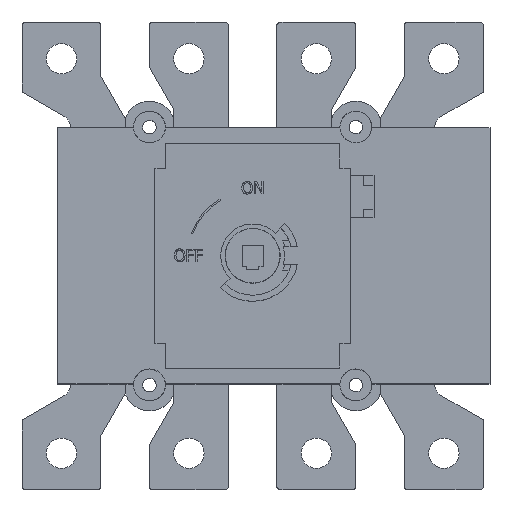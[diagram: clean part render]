
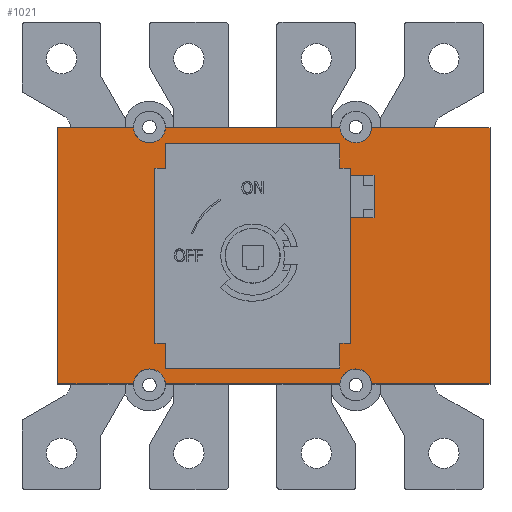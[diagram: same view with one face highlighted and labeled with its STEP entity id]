
A CAD part, top view. The second image highlights one B-rep face of the part: STEP entity #1021.
In plain terms, the highlighted planar face has unit normal (0, 0, 1).
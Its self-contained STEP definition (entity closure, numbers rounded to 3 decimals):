
#207=CARTESIAN_POINT('',(22.759,42.2,26.75));
#208=VERTEX_POINT('',#207);
#215=CARTESIAN_POINT('',(33.241,42.2,26.75));
#216=VERTEX_POINT('',#215);
#217=CARTESIAN_POINT('',(28.,42.5,26.75));
#218=DIRECTION('',(0.0,0.0,-1.0));
#219=DIRECTION('',(-1.0,0.0,0.0));
#220=AXIS2_PLACEMENT_3D('',#217,#218,#219);
#221=CIRCLE('',#220,5.25);
#222=EDGE_CURVE('',#216,#208,#221,.T.);
#249=CARTESIAN_POINT('',(-34.759,-42.2,26.75));
#250=VERTEX_POINT('',#249);
#257=CARTESIAN_POINT('',(-45.241,-42.2,26.75));
#258=VERTEX_POINT('',#257);
#259=CARTESIAN_POINT('',(-40.0,-42.5,26.75));
#260=DIRECTION('',(0.0,0.0,-1.0));
#261=DIRECTION('',(-1.0,0.0,0.0));
#262=AXIS2_PLACEMENT_3D('',#259,#260,#261);
#263=CIRCLE('',#262,5.25);
#264=EDGE_CURVE('',#258,#250,#263,.T.);
#302=CARTESIAN_POINT('',(33.241,-42.2,26.75));
#303=VERTEX_POINT('',#302);
#310=CARTESIAN_POINT('',(22.759,-42.2,26.75));
#311=VERTEX_POINT('',#310);
#312=CARTESIAN_POINT('',(28.,-42.5,26.75));
#313=DIRECTION('',(0.0,0.0,-1.0));
#314=DIRECTION('',(-1.0,0.0,0.0));
#315=AXIS2_PLACEMENT_3D('',#312,#313,#314);
#316=CIRCLE('',#315,5.25);
#317=EDGE_CURVE('',#311,#303,#316,.T.);
#646=CARTESIAN_POINT('',(-45.241,42.2,26.75));
#647=VERTEX_POINT('',#646);
#654=CARTESIAN_POINT('',(-34.759,42.2,26.75));
#655=VERTEX_POINT('',#654);
#656=CARTESIAN_POINT('',(-40.0,42.5,26.75));
#657=DIRECTION('',(0.0,0.0,-1.0));
#658=DIRECTION('',(-1.0,0.0,0.0));
#659=AXIS2_PLACEMENT_3D('',#656,#657,#658);
#660=CIRCLE('',#659,5.25);
#661=EDGE_CURVE('',#655,#647,#660,.T.);
#824=CARTESIAN_POINT('',(0.717,0.,26.75));
#825=DIRECTION('',(0.0,0.0,1.0));
#826=DIRECTION('',(1.0,0.0,0.0));
#827=AXIS2_PLACEMENT_3D('',#824,#825,#826);
#828=PLANE('',#827);
#829=ORIENTED_EDGE('',*,*,#222,.T.);
#830=CARTESIAN_POINT('',(-34.759,42.2,26.75));
#831=DIRECTION('',(1.0,0.0,0.0));
#832=VECTOR('',#831,57.517);
#833=LINE('',#830,#832);
#834=EDGE_CURVE('',#655,#208,#833,.T.);
#835=ORIENTED_EDGE('',*,*,#834,.F.);
#836=ORIENTED_EDGE('',*,*,#661,.T.);
#837=CARTESIAN_POINT('',(-70.2,42.2,26.75));
#838=VERTEX_POINT('',#837);
#839=CARTESIAN_POINT('',(-70.2,42.2,26.75));
#840=DIRECTION('',(1.0,0.0,0.0));
#841=VECTOR('',#840,24.959);
#842=LINE('',#839,#841);
#843=EDGE_CURVE('',#838,#647,#842,.T.);
#844=ORIENTED_EDGE('',*,*,#843,.F.);
#845=CARTESIAN_POINT('',(-70.2,-42.2,26.75));
#846=VERTEX_POINT('',#845);
#847=CARTESIAN_POINT('',(-70.2,-42.2,26.75));
#848=DIRECTION('',(0.0,1.0,0.0));
#849=VECTOR('',#848,84.4);
#850=LINE('',#847,#849);
#851=EDGE_CURVE('',#846,#838,#850,.T.);
#852=ORIENTED_EDGE('',*,*,#851,.F.);
#853=CARTESIAN_POINT('',(-45.241,-42.2,26.75));
#854=DIRECTION('',(-1.0,0.0,0.0));
#855=VECTOR('',#854,24.959);
#856=LINE('',#853,#855);
#857=EDGE_CURVE('',#258,#846,#856,.T.);
#858=ORIENTED_EDGE('',*,*,#857,.F.);
#859=ORIENTED_EDGE('',*,*,#264,.T.);
#860=CARTESIAN_POINT('',(22.759,-42.2,26.75));
#861=DIRECTION('',(-1.0,0.0,0.0));
#862=VECTOR('',#861,57.517);
#863=LINE('',#860,#862);
#864=EDGE_CURVE('',#311,#250,#863,.T.);
#865=ORIENTED_EDGE('',*,*,#864,.F.);
#866=ORIENTED_EDGE('',*,*,#317,.T.);
#867=CARTESIAN_POINT('',(72.2,-42.2,26.75));
#868=VERTEX_POINT('',#867);
#869=CARTESIAN_POINT('',(72.2,-42.2,26.75));
#870=DIRECTION('',(-1.0,0.0,0.0));
#871=VECTOR('',#870,38.959);
#872=LINE('',#869,#871);
#873=EDGE_CURVE('',#868,#303,#872,.T.);
#874=ORIENTED_EDGE('',*,*,#873,.F.);
#875=CARTESIAN_POINT('',(72.2,42.2,26.75));
#876=VERTEX_POINT('',#875);
#877=CARTESIAN_POINT('',(72.2,42.2,26.75));
#878=DIRECTION('',(0.0,-1.0,0.0));
#879=VECTOR('',#878,84.4);
#880=LINE('',#877,#879);
#881=EDGE_CURVE('',#876,#868,#880,.T.);
#882=ORIENTED_EDGE('',*,*,#881,.F.);
#883=CARTESIAN_POINT('',(33.241,42.2,26.75));
#884=DIRECTION('',(1.0,0.0,0.0));
#885=VECTOR('',#884,38.959);
#886=LINE('',#883,#885);
#887=EDGE_CURVE('',#216,#876,#886,.T.);
#888=ORIENTED_EDGE('',*,*,#887,.F.);
#889=EDGE_LOOP('',(#829,#835,#836,#844,#852,#858,#859,#865,#866,#874,#882,#888));
#890=FACE_OUTER_BOUND('',#889,.T.);
#891=CARTESIAN_POINT('',(26.2,26.5,26.75));
#892=VERTEX_POINT('',#891);
#893=CARTESIAN_POINT('',(34.0,26.5,26.75));
#894=VERTEX_POINT('',#893);
#895=CARTESIAN_POINT('',(26.2,26.5,26.75));
#896=DIRECTION('',(1.0,0.0,0.0));
#897=VECTOR('',#896,7.8);
#898=LINE('',#895,#897);
#899=EDGE_CURVE('',#892,#894,#898,.T.);
#900=ORIENTED_EDGE('',*,*,#899,.T.);
#901=CARTESIAN_POINT('',(34.0,12.5,26.75));
#902=VERTEX_POINT('',#901);
#903=CARTESIAN_POINT('',(34.,26.5,26.75));
#904=DIRECTION('',(0.0,-1.0,0.0));
#905=VECTOR('',#904,14.);
#906=LINE('',#903,#905);
#907=EDGE_CURVE('',#894,#902,#906,.T.);
#908=ORIENTED_EDGE('',*,*,#907,.T.);
#909=CARTESIAN_POINT('',(26.2,12.5,26.75));
#910=VERTEX_POINT('',#909);
#911=CARTESIAN_POINT('',(34.0,12.5,26.75));
#912=DIRECTION('',(-1.0,0.0,0.0));
#913=VECTOR('',#912,7.8);
#914=LINE('',#911,#913);
#915=EDGE_CURVE('',#902,#910,#914,.T.);
#916=ORIENTED_EDGE('',*,*,#915,.T.);
#917=CARTESIAN_POINT('',(26.2,-28.8,26.75));
#918=VERTEX_POINT('',#917);
#919=CARTESIAN_POINT('',(26.2,12.5,26.75));
#920=DIRECTION('',(0.0,-1.0,0.0));
#921=VECTOR('',#920,41.3);
#922=LINE('',#919,#921);
#923=EDGE_CURVE('',#910,#918,#922,.T.);
#924=ORIENTED_EDGE('',*,*,#923,.T.);
#925=CARTESIAN_POINT('',(22.7,-28.8,26.75));
#926=VERTEX_POINT('',#925);
#927=CARTESIAN_POINT('',(26.2,-28.8,26.75));
#928=DIRECTION('',(-1.0,0.0,0.0));
#929=VECTOR('',#928,3.5);
#930=LINE('',#927,#929);
#931=EDGE_CURVE('',#918,#926,#930,.T.);
#932=ORIENTED_EDGE('',*,*,#931,.T.);
#933=CARTESIAN_POINT('',(22.7,-37.,26.75));
#934=VERTEX_POINT('',#933);
#935=CARTESIAN_POINT('',(22.7,-28.8,26.75));
#936=DIRECTION('',(0.0,-1.0,0.0));
#937=VECTOR('',#936,8.2);
#938=LINE('',#935,#937);
#939=EDGE_CURVE('',#926,#934,#938,.T.);
#940=ORIENTED_EDGE('',*,*,#939,.T.);
#941=CARTESIAN_POINT('',(-34.7,-37.,26.75));
#942=VERTEX_POINT('',#941);
#943=CARTESIAN_POINT('',(22.7,-37.,26.75));
#944=DIRECTION('',(-1.0,0.0,0.0));
#945=VECTOR('',#944,57.4);
#946=LINE('',#943,#945);
#947=EDGE_CURVE('',#934,#942,#946,.T.);
#948=ORIENTED_EDGE('',*,*,#947,.T.);
#949=CARTESIAN_POINT('',(-34.7,-28.8,26.75));
#950=VERTEX_POINT('',#949);
#951=CARTESIAN_POINT('',(-34.7,-37.,26.75));
#952=DIRECTION('',(0.0,1.0,0.0));
#953=VECTOR('',#952,8.2);
#954=LINE('',#951,#953);
#955=EDGE_CURVE('',#942,#950,#954,.T.);
#956=ORIENTED_EDGE('',*,*,#955,.T.);
#957=CARTESIAN_POINT('',(-38.2,-28.8,26.75));
#958=VERTEX_POINT('',#957);
#959=CARTESIAN_POINT('',(-34.7,-28.8,26.75));
#960=DIRECTION('',(-1.0,0.0,0.0));
#961=VECTOR('',#960,3.5);
#962=LINE('',#959,#961);
#963=EDGE_CURVE('',#950,#958,#962,.T.);
#964=ORIENTED_EDGE('',*,*,#963,.T.);
#965=CARTESIAN_POINT('',(-38.2,28.8,26.75));
#966=VERTEX_POINT('',#965);
#967=CARTESIAN_POINT('',(-38.2,-28.8,26.75));
#968=DIRECTION('',(0.0,1.0,0.0));
#969=VECTOR('',#968,57.6);
#970=LINE('',#967,#969);
#971=EDGE_CURVE('',#958,#966,#970,.T.);
#972=ORIENTED_EDGE('',*,*,#971,.T.);
#973=CARTESIAN_POINT('',(-34.7,28.8,26.75));
#974=VERTEX_POINT('',#973);
#975=CARTESIAN_POINT('',(-38.2,28.8,26.75));
#976=DIRECTION('',(1.0,0.0,0.0));
#977=VECTOR('',#976,3.5);
#978=LINE('',#975,#977);
#979=EDGE_CURVE('',#966,#974,#978,.T.);
#980=ORIENTED_EDGE('',*,*,#979,.T.);
#981=CARTESIAN_POINT('',(-34.7,37.,26.75));
#982=VERTEX_POINT('',#981);
#983=CARTESIAN_POINT('',(-34.7,28.8,26.75));
#984=DIRECTION('',(0.0,1.0,0.0));
#985=VECTOR('',#984,8.2);
#986=LINE('',#983,#985);
#987=EDGE_CURVE('',#974,#982,#986,.T.);
#988=ORIENTED_EDGE('',*,*,#987,.T.);
#989=CARTESIAN_POINT('',(22.7,37.,26.75));
#990=VERTEX_POINT('',#989);
#991=CARTESIAN_POINT('',(-34.7,37.,26.75));
#992=DIRECTION('',(1.0,0.0,0.0));
#993=VECTOR('',#992,57.4);
#994=LINE('',#991,#993);
#995=EDGE_CURVE('',#982,#990,#994,.T.);
#996=ORIENTED_EDGE('',*,*,#995,.T.);
#997=CARTESIAN_POINT('',(22.7,28.8,26.75));
#998=VERTEX_POINT('',#997);
#999=CARTESIAN_POINT('',(22.7,37.,26.75));
#1000=DIRECTION('',(0.0,-1.0,0.0));
#1001=VECTOR('',#1000,8.2);
#1002=LINE('',#999,#1001);
#1003=EDGE_CURVE('',#990,#998,#1002,.T.);
#1004=ORIENTED_EDGE('',*,*,#1003,.T.);
#1005=CARTESIAN_POINT('',(26.2,28.8,26.75));
#1006=VERTEX_POINT('',#1005);
#1007=CARTESIAN_POINT('',(22.7,28.8,26.75));
#1008=DIRECTION('',(1.0,0.0,0.0));
#1009=VECTOR('',#1008,3.5);
#1010=LINE('',#1007,#1009);
#1011=EDGE_CURVE('',#998,#1006,#1010,.T.);
#1012=ORIENTED_EDGE('',*,*,#1011,.T.);
#1013=CARTESIAN_POINT('',(26.2,28.8,26.75));
#1014=DIRECTION('',(0.0,-1.0,0.0));
#1015=VECTOR('',#1014,2.3);
#1016=LINE('',#1013,#1015);
#1017=EDGE_CURVE('',#1006,#892,#1016,.T.);
#1018=ORIENTED_EDGE('',*,*,#1017,.T.);
#1019=EDGE_LOOP('',(#900,#908,#916,#924,#932,#940,#948,#956,#964,#972,#980,#988,#996,#1004,#1012,#1018));
#1020=FACE_BOUND('',#1019,.T.);
#1021=ADVANCED_FACE('',(#890,#1020),#828,.T.);
